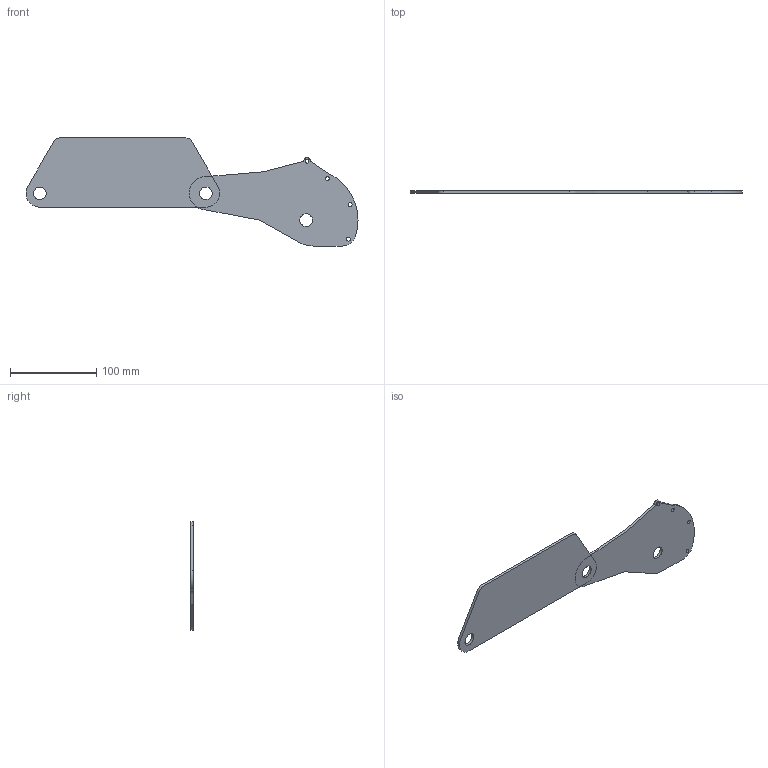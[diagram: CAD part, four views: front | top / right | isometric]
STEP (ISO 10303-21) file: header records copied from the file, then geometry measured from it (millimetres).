
FILE_DESCRIPTION(/* description */ ('STEP AP242','CAx-IF Rec.Pracs.---Representation and Presentation of Product Manufacturing Information (PMI)---4.0---2014-10-13','CAx-IF Rec.Pracs.---3D Tessellated Geometry---0.4---2014-09-14','2;1'),/* implementation_level */ '2;1');
FILE_NAME(/* name */ '667372757e9a9e0c15bf865d',/* time_stamp */ '2024-06-20T00:06:14Z',/* author */ (''),/* organization */ (''),/* preprocessor_version */ 'ST-DEVELOPER v20',/* originating_system */ ' ',/* authorisation */ ' ');
FILE_SCHEMA (('AP242_MANAGED_MODEL_BASED_3D_ENGINEERING_MIM_LF { 1 0 10303 442 1 1 4 }'));
Length unit declared in the file: metre
Products named in the file (2): Main Plate; Suspension Plate
Bounding box: 383.91 x 3.17 x 125.06 mm (x, y, z)
Volume: 86727.7 mm3; surface area: 58652.4 mm2
Topology: 2 solids, 2 shells, 31 faces, 81 edges, 54 vertices
Faces by surface type: cylinder 17, plane 14
Full cylindrical faces by diameter (mm): 4.5 x4, 14.5 x4
Entity records: 1008 total; most frequent: DIRECTION 173, CARTESIAN_POINT 160, ORIENTED_EDGE 146, EDGE_CURVE 73, AXIS2_PLACEMENT_3D 67, EDGE_LOOP 55, FACE_BOUND 55, VERTEX_POINT 54
